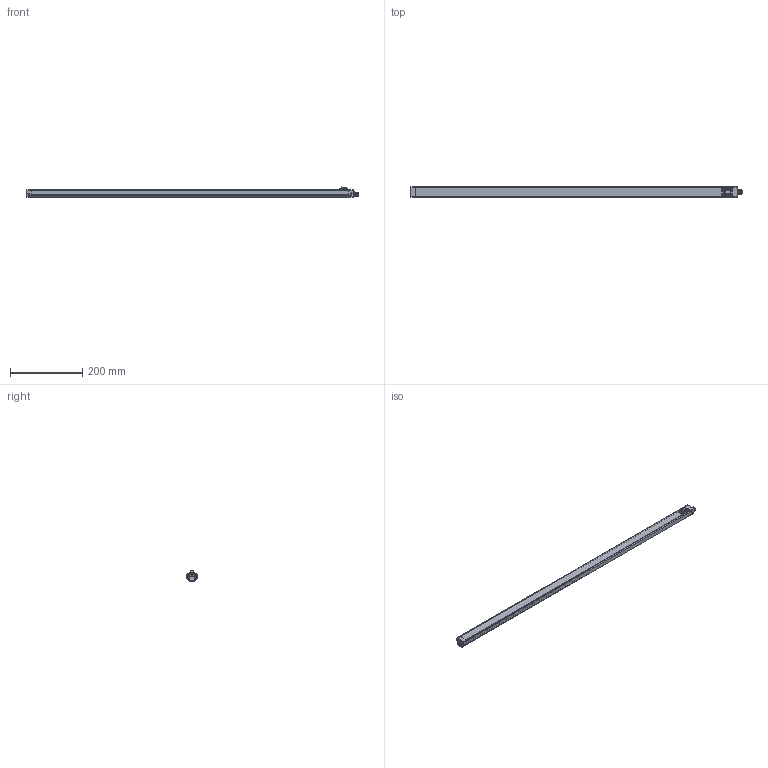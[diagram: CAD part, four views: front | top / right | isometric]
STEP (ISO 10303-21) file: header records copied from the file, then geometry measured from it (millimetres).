
FILE_DESCRIPTION((''),'2;1');
FILE_NAME('157176_ASM','2018-12-20T13:16:44',('pdmadmin'),('BANNER ENGINEERING'),'CREO PARAMETRIC BY PTC INC, 2018300','CREO PARAMETRIC BY PTC INC, 2018300','');
FILE_SCHEMA(('CONFIG_CONTROL_DESIGN'));
Length unit declared in the file: inch
Products named in the file (23): 156985_AF0; 157062_ASM; 139151_880MM; 174959; 153778; 153079; 08427; 154142; 154143; 153820_OLD_ASM; 154110_ASM; 114466; 153166; R1966_TERM_S_0_50MM_THK_; MANIFOLD_SOLID_BREP_29213; R1966_HOUSING_SOLDER_UL94V0_LED_ASM; 3_TERM_BOARD; R1966_TERM_S; 1966_HSNG_BRD_2_TERM_ASM; ACUATOR_G; M300105_ASM; 157030_ASM; 157176_ASM
Assembly tree (26 placements, depth 6):
  157176_ASM
    157062_ASM
      156985_AF0
    139151_880MM  x2
    174959
    153778
    154110_ASM
      153079
      153820_OLD_ASM
        08427
        154142
        154143
    114466  x4
    153166
    157030_ASM
      M300105_ASM
        1966_HSNG_BRD_2_TERM_ASM
          R1966_TERM_S_0_50MM_THK_
          R1966_HOUSING_SOLDER_UL94V0_LED_ASM
            MANIFOLD_SOLID_BREP_29213
          3_TERM_BOARD
          R1966_TERM_S
        ACUATOR_G
Bounding box: 921 x 28 x 28.63 mm (x, y, z)
Volume: 205568.4 mm3; surface area: 243485 mm2
Topology: 19 solids, 23 shells, 1749 faces, 4732 edges, 3059 vertices
Faces by surface type: plane 807, cylinder 553, cone 132, bspline 132, torus 76, extrusion 40, sphere 9
Entity records: 48856 total; most frequent: CARTESIAN_POINT 17998, ORIENTED_EDGE 6558, DIRECTION 6044, EDGE_CURVE 3287, VERTEX_POINT 2112, AXIS2_PLACEMENT_3D 2052, VECTOR 1940, LINE 1900
